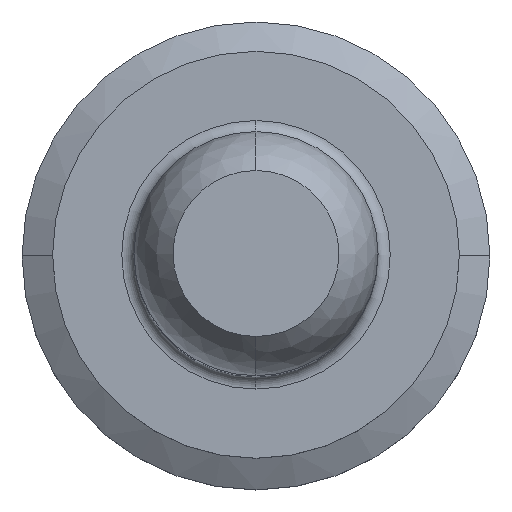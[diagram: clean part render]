
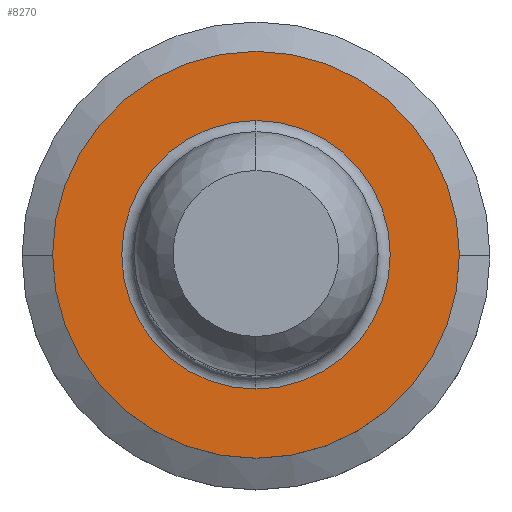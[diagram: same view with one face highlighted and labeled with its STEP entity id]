
A CAD part, top view. The second image highlights one B-rep face of the part: STEP entity #8270.
In plain terms, the highlighted planar face has unit normal (0, 0, 1).
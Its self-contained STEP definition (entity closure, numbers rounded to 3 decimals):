
#2090=CARTESIAN_POINT('',(4.968,17.534,17.));
#2100=VERTEX_POINT('',#2090);
#2130=CARTESIAN_POINT('',(4.968,14.234,17.));
#2140=DIRECTION('',(0.,0.,-1.));
#2150=DIRECTION('',(0.,-1.,0.));
#2160=AXIS2_PLACEMENT_3D('',#2130,#2140,#2150);
#2170=CIRCLE('',#2160,3.3);
#2180=CARTESIAN_POINT('',(4.968,10.934,17.));
#2190=VERTEX_POINT('',#2180);
#2200=EDGE_CURVE('',#2100,#2190,#2170,.T.);
#2520=CARTESIAN_POINT('',(4.968,19.234,17.));
#2530=VERTEX_POINT('',#2520);
#2690=CARTESIAN_POINT('',(4.968,9.234,17.));
#2700=VERTEX_POINT('',#2690);
#2730=CARTESIAN_POINT('',(4.968,14.234,17.));
#2740=DIRECTION('',(0.,0.,1.));
#2750=DIRECTION('',(0.,1.,0.));
#2760=AXIS2_PLACEMENT_3D('',#2730,#2740,#2750);
#2770=CIRCLE('',#2760,5.);
#2780=EDGE_CURVE('',#2700,#2530,#2770,.T.);
#8120=CARTESIAN_POINT('',(4.968,9.075,17.));
#8130=DIRECTION('',(0.,0.,-1.));
#8140=DIRECTION('',(0.,-1.,0.));
#8150=AXIS2_PLACEMENT_3D('',#8120,#8130,#8140);
#8160=PLANE('',#8150);
#8170=EDGE_CURVE('',#2190,#2100,#2170,.T.);
#8180=ORIENTED_EDGE('',*,*,#8170,.T.);
#8190=ORIENTED_EDGE('',*,*,#2200,.T.);
#8200=EDGE_LOOP('',(#8190,#8180));
#8210=FACE_BOUND('',#8200,.T.);
#8220=EDGE_CURVE('',#2530,#2700,#2770,.T.);
#8230=ORIENTED_EDGE('',*,*,#8220,.T.);
#8240=ORIENTED_EDGE('',*,*,#2780,.T.);
#8250=EDGE_LOOP('',(#8240,#8230));
#8260=FACE_OUTER_BOUND('',#8250,.T.);
#8270=ADVANCED_FACE('',(#8210,#8260),#8160,.F.);
